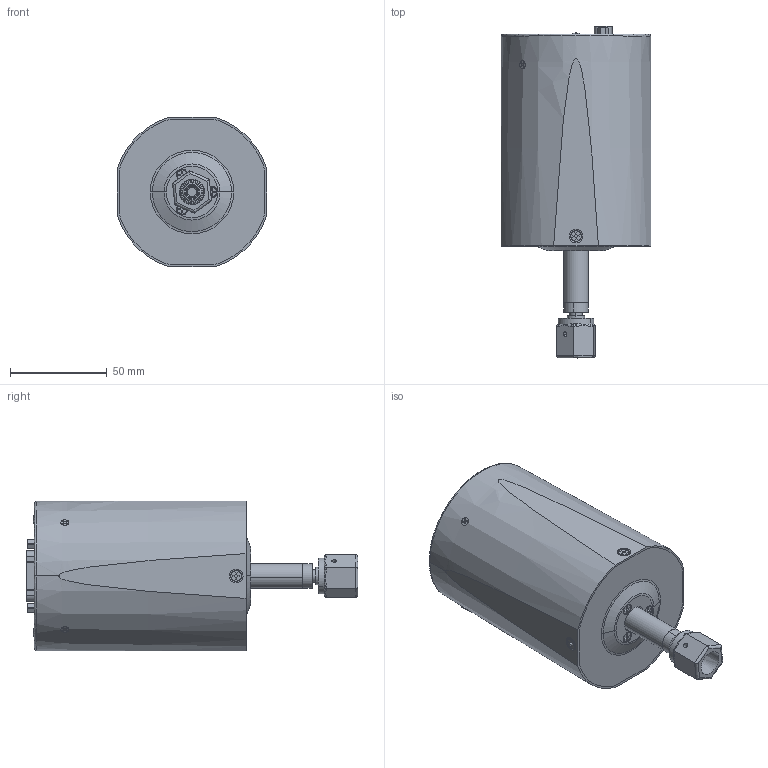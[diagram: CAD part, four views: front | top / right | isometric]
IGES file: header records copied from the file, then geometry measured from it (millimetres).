
Start section: SolidWorks IGES file using analytic representation for surfaces
Global section: file name: CMX-0-XXX-2-N.IGS; native system: SolidWorks 2020; preprocessor: SolidWorks 2020; author: CFehr; date: 201014.095205; units: inch
Bounding box: 77.44 x 171.41 x 77.44 mm (x, y, z)
Volume: 53195.3 mm3; surface area: 85220.8 mm2
Topology: 141 solids, 143 shells, 3290 faces, 8248 edges, 5376 vertices
Faces by surface type: plane 1851, revolution 1080, bspline 359
